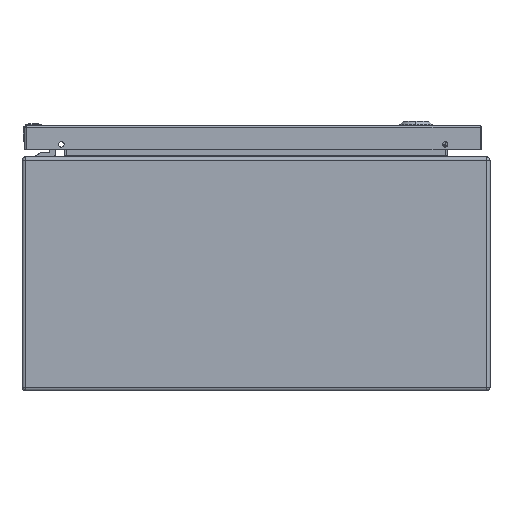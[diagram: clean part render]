
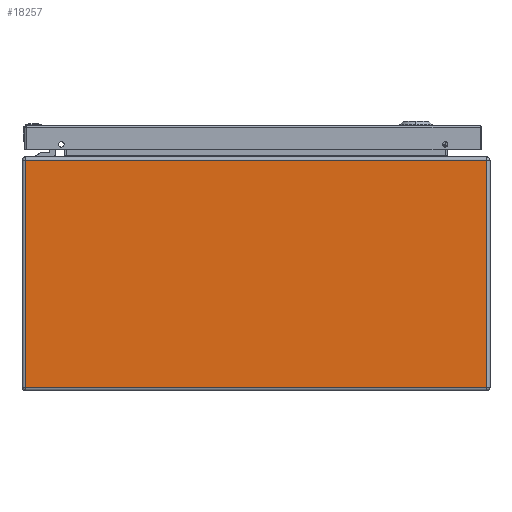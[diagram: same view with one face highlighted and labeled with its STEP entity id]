
A CAD part, front view. The second image highlights one B-rep face of the part: STEP entity #18257.
In plain terms, the highlighted planar face has unit normal (0, -1, 0).
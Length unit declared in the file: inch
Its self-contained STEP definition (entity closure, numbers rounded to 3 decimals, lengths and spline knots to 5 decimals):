
#927 = DIRECTION ( 'NONE',  ( 0., 0., -1. ) ) ;
#3576 = VECTOR ( 'NONE', #927, 39.37008 ) ;
#4536 = DIRECTION ( 'NONE',  ( -1., 0., 0. ) ) ;
#4963 = CARTESIAN_POINT ( 'NONE',  ( -8., -10., -3.88189 ) ) ;
#5515 = VERTEX_POINT ( 'NONE', #42852 ) ;
#5573 = EDGE_CURVE ( 'NONE', #18920, #11881, #38868, .T. ) ;
#6721 = EDGE_LOOP ( 'NONE', ( #15657, #43293, #29538, #27642 ) ) ;
#7183 = DIRECTION ( 'NONE',  ( 1., 0., 0. ) ) ;
#7676 = DIRECTION ( 'NONE',  ( 0., 0., 1. ) ) ;
#10984 = LINE ( 'NONE', #14766, #3576 ) ;
#10995 = VECTOR ( 'NONE', #4536, 39.37008 ) ;
#11811 = CARTESIAN_POINT ( 'NONE',  ( -7.88189, -10., -3.88189 ) ) ;
#11881 = VERTEX_POINT ( 'NONE', #11811 ) ;
#14583 = CARTESIAN_POINT ( 'NONE',  ( -8., -10., 4. ) ) ;
#14766 = CARTESIAN_POINT ( 'NONE',  ( 7.88189, -10., 4. ) ) ;
#15657 = ORIENTED_EDGE ( 'NONE', *, *, #5573, .F. ) ;
#18257 = ADVANCED_FACE ( 'NONE', ( #28189 ), #21250, .F. ) ;
#18920 = VERTEX_POINT ( 'NONE', #19614 ) ;
#19614 = CARTESIAN_POINT ( 'NONE',  ( 7.88189, -10., -3.88189 ) ) ;
#21250 = PLANE ( 'NONE',  #23846 ) ;
#21807 = CARTESIAN_POINT ( 'NONE',  ( 7.88189, -10., 3.88189 ) ) ;
#23846 = AXIS2_PLACEMENT_3D ( 'NONE', #14583, #38205, #7676 ) ;
#24430 = LINE ( 'NONE', #27346, #38702 ) ;
#25621 = EDGE_CURVE ( 'NONE', #11881, #5515, #24430, .T. ) ;
#27346 = CARTESIAN_POINT ( 'NONE',  ( -7.88189, -10., 4. ) ) ;
#27642 = ORIENTED_EDGE ( 'NONE', *, *, #25621, .F. ) ;
#28189 = FACE_OUTER_BOUND ( 'NONE', #6721, .T. ) ;
#29538 = ORIENTED_EDGE ( 'NONE', *, *, #36391, .F. ) ;
#31034 = LINE ( 'NONE', #37699, #34457 ) ;
#34457 = VECTOR ( 'NONE', #7183, 39.37008 ) ;
#35505 = VERTEX_POINT ( 'NONE', #21807 ) ;
#36391 = EDGE_CURVE ( 'NONE', #5515, #35505, #31034, .T. ) ;
#37699 = CARTESIAN_POINT ( 'NONE',  ( -8., -10., 3.88189 ) ) ;
#37793 = DIRECTION ( 'NONE',  ( 0., 0., 1. ) ) ;
#38205 = DIRECTION ( 'NONE',  ( 0., 1., 0. ) ) ;
#38702 = VECTOR ( 'NONE', #37793, 39.37008 ) ;
#38868 = LINE ( 'NONE', #4963, #10995 ) ;
#42504 = EDGE_CURVE ( 'NONE', #35505, #18920, #10984, .T. ) ;
#42852 = CARTESIAN_POINT ( 'NONE',  ( -7.88189, -10., 3.88189 ) ) ;
#43293 = ORIENTED_EDGE ( 'NONE', *, *, #42504, .F. ) ;
